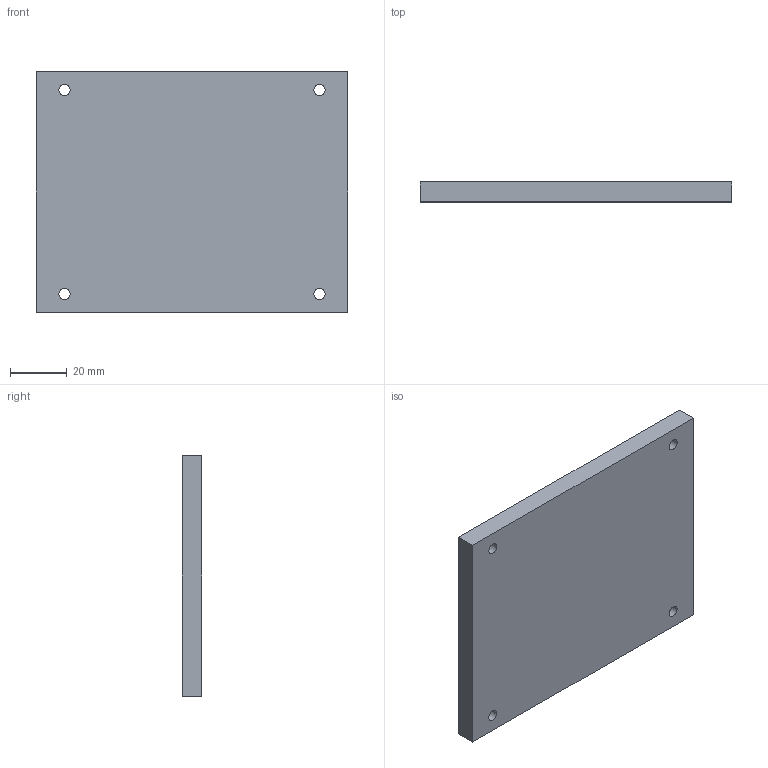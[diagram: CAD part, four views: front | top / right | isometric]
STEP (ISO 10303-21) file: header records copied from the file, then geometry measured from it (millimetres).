
FILE_DESCRIPTION(/* description */ (''),/* implementation_level */ '2;1');
FILE_NAME(/* name */ 'DCDC-8A Mount.step',/* time_stamp */ '2026-01-22T21:13:10-05:00',/* author */ (''),/* organization */ (''),/* preprocessor_version */ 'ST-DEVELOPER v20.1',/* originating_system */ 'Autodesk Translation Framework v14.21.0.0',/* authorisation */ '');
FILE_SCHEMA (('AUTOMOTIVE_DESIGN { 1 0 10303 214 3 1 1 }'));
Length unit declared in the file: millimetre
Products named in the file (1): 2026-01-21-11-35-39-287
Bounding box: 110 x 7 x 85 mm (x, y, z)
Volume: 43301.9 mm3; surface area: 23207.4 mm2
Topology: 1 solids, 1 shells, 165 faces, 450 edges, 300 vertices
Faces by surface type: bspline 107, plane 54, cylinder 4
Full cylindrical faces by diameter (mm): 4 x4
Entity records: 6231 total; most frequent: CARTESIAN_POINT 2735, ORIENTED_EDGE 900, EDGE_CURVE 450, DIRECTION 362, VERTEX_POINT 300, LINE 228, VECTOR 228, B_SPLINE_CURVE_WITH_KNOTS 214
